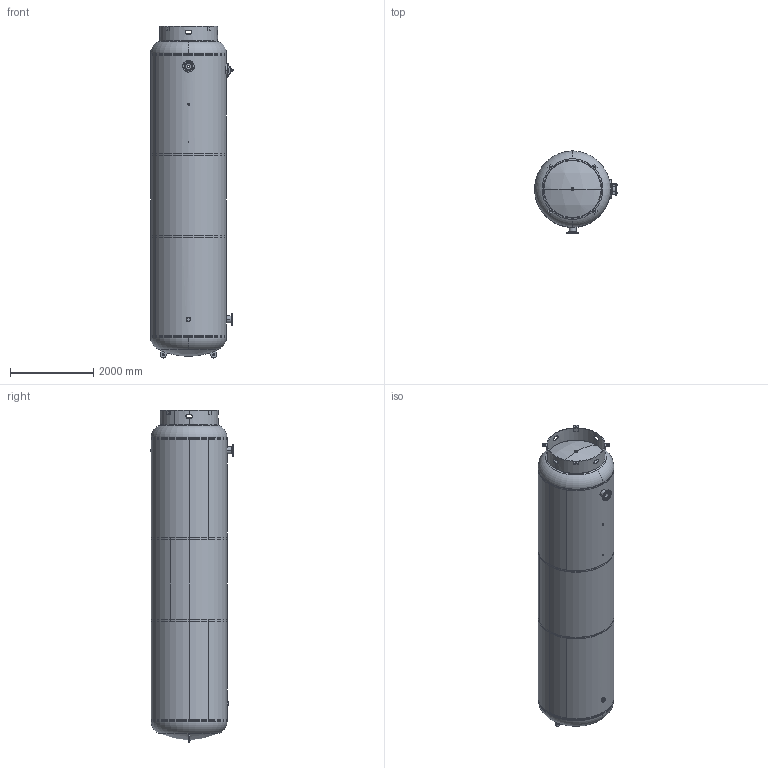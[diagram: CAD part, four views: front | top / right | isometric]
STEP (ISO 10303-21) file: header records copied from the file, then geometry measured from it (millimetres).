
FILE_DESCRIPTION (( 'STEP AP203' ), '1' );
FILE_NAME ('305995.STEP', '2012-05-21T15:19:31', ( '' ), ( '' ), 'SwSTEP 2.0', 'SolidWorks 2012', '' );
FILE_SCHEMA (( 'CONFIG_CONTROL_DESIGN' ));
Length unit declared in the file: inch
Products named in the file (1): 305995
Bounding box: 1996.98 x 1993.9 x 7997.47 mm (x, y, z)
Surface area: 52623712.7 mm2 (no closed solid volume)
Topology: 0 solids, 34 shells, 304 faces, 962 edges, 676 vertices
Faces by surface type: cylinder 144, plane 119, torus 18, bspline 15, sphere 4, cone 4
Entity records: 15633 total; most frequent: CARTESIAN_POINT 7070, DIRECTION 1830, ORIENTED_EDGE 1582, EDGE_CURVE 962, AXIS2_PLACEMENT_3D 704, VERTEX_POINT 676, LINE 422, VECTOR 422
